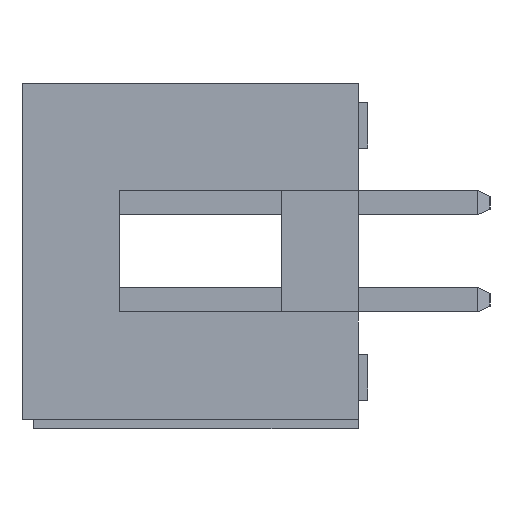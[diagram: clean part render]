
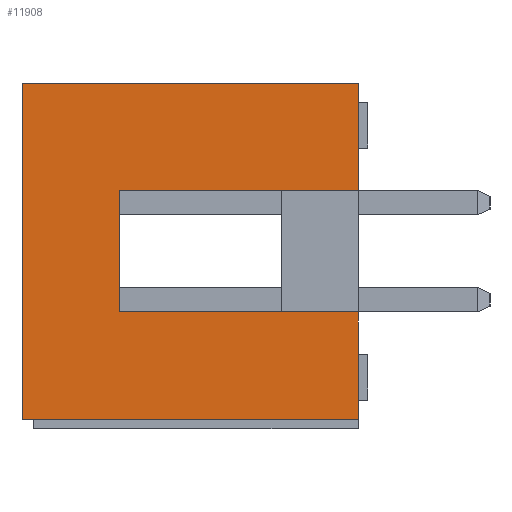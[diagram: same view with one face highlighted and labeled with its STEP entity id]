
A CAD part, left-side view. The second image highlights one B-rep face of the part: STEP entity #11908.
In plain terms, the highlighted planar face has unit normal (-1, 0, 0).
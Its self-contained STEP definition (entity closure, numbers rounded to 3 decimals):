
#409 = CARTESIAN_POINT ( 'NONE',  ( -19.04, 0., 0. ) ) ;
#458 = DIRECTION ( 'NONE',  ( 0., 0., -1. ) ) ;
#538 = VERTEX_POINT ( 'NONE', #7241 ) ;
#817 = CARTESIAN_POINT ( 'NONE',  ( -19.04, 6.26, 1.59 ) ) ;
#1058 = DIRECTION ( 'NONE',  ( 0., -1., 0. ) ) ;
#1067 = LINE ( 'NONE', #409, #3231 ) ;
#1214 = ORIENTED_EDGE ( 'NONE', *, *, #7467, .F. ) ;
#1570 = VERTEX_POINT ( 'NONE', #12731 ) ;
#1578 = EDGE_CURVE ( 'NONE', #1591, #538, #8664, .T. ) ;
#1591 = VERTEX_POINT ( 'NONE', #3335 ) ;
#1617 = CARTESIAN_POINT ( 'NONE',  ( -19.04, 8.8, 4.4 ) ) ;
#1918 = ORIENTED_EDGE ( 'NONE', *, *, #5299, .F. ) ;
#2007 = CARTESIAN_POINT ( 'NONE',  ( -19.04, 8.8, 0. ) ) ;
#2219 = ORIENTED_EDGE ( 'NONE', *, *, #1578, .T. ) ;
#3231 = VECTOR ( 'NONE', #458, 1000. ) ;
#3335 = CARTESIAN_POINT ( 'NONE',  ( -19.04, 0., -1.59 ) ) ;
#3371 = VECTOR ( 'NONE', #10152, 1000. ) ;
#3696 = EDGE_CURVE ( 'NONE', #538, #8070, #10610, .T. ) ;
#3819 = DIRECTION ( 'NONE',  ( 0., 0., -1. ) ) ;
#3857 = ORIENTED_EDGE ( 'NONE', *, *, #5471, .F. ) ;
#3897 = LINE ( 'NONE', #8207, #4557 ) ;
#4027 = EDGE_CURVE ( 'NONE', #1570, #11941, #3897, .T. ) ;
#4247 = VECTOR ( 'NONE', #8200, 1000. ) ;
#4399 = LINE ( 'NONE', #13137, #8410 ) ;
#4442 = DIRECTION ( 'NONE',  ( 0., 0., -1. ) ) ;
#4518 = EDGE_LOOP ( 'NONE', ( #9023, #6518, #1214, #3857, #4929, #13393, #1918, #2219 ) ) ;
#4557 = VECTOR ( 'NONE', #13576, 1000. ) ;
#4647 = VECTOR ( 'NONE', #6336, 1000. ) ;
#4929 = ORIENTED_EDGE ( 'NONE', *, *, #11142, .T. ) ;
#5195 = FACE_OUTER_BOUND ( 'NONE', #4518, .T. ) ;
#5299 = EDGE_CURVE ( 'NONE', #1591, #11941, #1067, .T. ) ;
#5304 = CARTESIAN_POINT ( 'NONE',  ( -19.04, 0., -4.4 ) ) ;
#5471 = EDGE_CURVE ( 'NONE', #9436, #12214, #6175, .T. ) ;
#5602 = LINE ( 'NONE', #7000, #7436 ) ;
#5608 = VECTOR ( 'NONE', #1058, 1000. ) ;
#6175 = LINE ( 'NONE', #13596, #3371 ) ;
#6336 = DIRECTION ( 'NONE',  ( 0., 1., 0. ) ) ;
#6518 = ORIENTED_EDGE ( 'NONE', *, *, #13758, .T. ) ;
#7000 = CARTESIAN_POINT ( 'NONE',  ( -19.04, 0., 0. ) ) ;
#7241 = CARTESIAN_POINT ( 'NONE',  ( -19.04, 6.26, -1.59 ) ) ;
#7436 = VECTOR ( 'NONE', #3819, 1000. ) ;
#7467 = EDGE_CURVE ( 'NONE', #12214, #11296, #5602, .T. ) ;
#7873 = CARTESIAN_POINT ( 'NONE',  ( -19.04, 0., 1.59 ) ) ;
#8070 = VERTEX_POINT ( 'NONE', #9511 ) ;
#8200 = DIRECTION ( 'NONE',  ( 0., 0., 1. ) ) ;
#8207 = CARTESIAN_POINT ( 'NONE',  ( -19.04, 8.8, -4.4 ) ) ;
#8410 = VECTOR ( 'NONE', #4442, 1000. ) ;
#8664 = LINE ( 'NONE', #12780, #4647 ) ;
#9023 = ORIENTED_EDGE ( 'NONE', *, *, #3696, .T. ) ;
#9169 = LINE ( 'NONE', #11695, #5608 ) ;
#9436 = VERTEX_POINT ( 'NONE', #1617 ) ;
#9510 = DIRECTION ( 'NONE',  ( 0., 0., 1. ) ) ;
#9511 = CARTESIAN_POINT ( 'NONE',  ( -19.04, 6.26, 1.59 ) ) ;
#10152 = DIRECTION ( 'NONE',  ( 0., -1., 0. ) ) ;
#10610 = LINE ( 'NONE', #817, #4247 ) ;
#10654 = DIRECTION ( 'NONE',  ( -1., 0., 0. ) ) ;
#11142 = EDGE_CURVE ( 'NONE', #9436, #1570, #4399, .T. ) ;
#11296 = VERTEX_POINT ( 'NONE', #7873 ) ;
#11398 = AXIS2_PLACEMENT_3D ( 'NONE', #2007, #10654, #9510 ) ;
#11695 = CARTESIAN_POINT ( 'NONE',  ( -19.04, 0., 1.59 ) ) ;
#11908 = ADVANCED_FACE ( 'NONE', ( #5195 ), #12855, .T. ) ;
#11941 = VERTEX_POINT ( 'NONE', #5304 ) ;
#12214 = VERTEX_POINT ( 'NONE', #12242 ) ;
#12242 = CARTESIAN_POINT ( 'NONE',  ( -19.04, 0., 4.4 ) ) ;
#12731 = CARTESIAN_POINT ( 'NONE',  ( -19.04, 8.8, -4.4 ) ) ;
#12780 = CARTESIAN_POINT ( 'NONE',  ( -19.04, 0., -1.59 ) ) ;
#12855 = PLANE ( 'NONE',  #11398 ) ;
#13137 = CARTESIAN_POINT ( 'NONE',  ( -19.04, 8.8, 0. ) ) ;
#13393 = ORIENTED_EDGE ( 'NONE', *, *, #4027, .T. ) ;
#13576 = DIRECTION ( 'NONE',  ( 0., -1., 0. ) ) ;
#13596 = CARTESIAN_POINT ( 'NONE',  ( -19.04, 8.8, 4.4 ) ) ;
#13758 = EDGE_CURVE ( 'NONE', #8070, #11296, #9169, .T. ) ;
